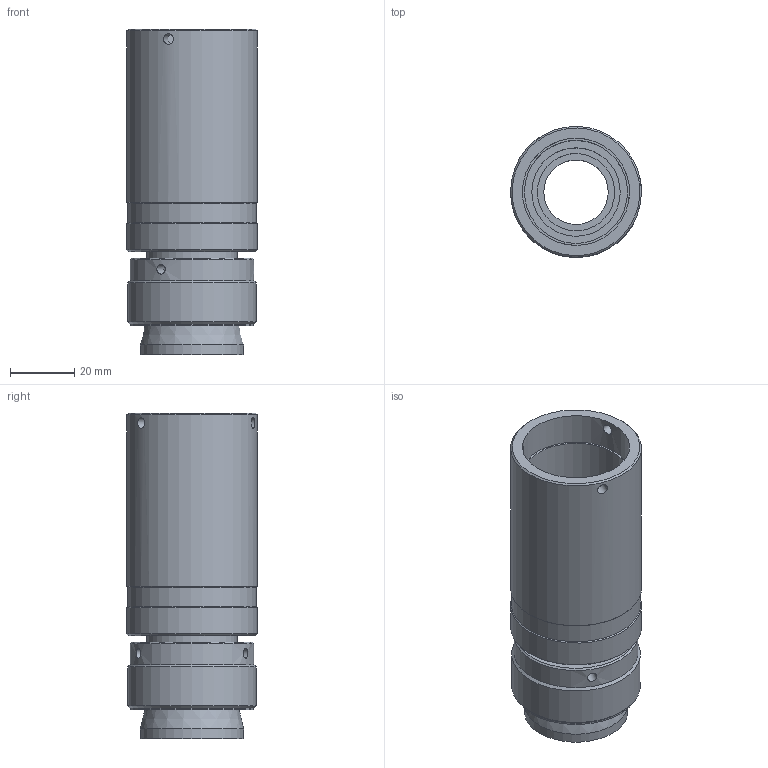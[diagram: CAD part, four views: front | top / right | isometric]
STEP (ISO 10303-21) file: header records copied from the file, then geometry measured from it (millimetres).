
FILE_DESCRIPTION (( 'STEP AP203' ), '1' );
FILE_NAME ('693014.STEP', '2024-07-15T02:02:42', ( 'Windows User' ), ( 'P R C' ), 'SwSTEP 2.0', 'SolidWorks 2020', '' );
FILE_SCHEMA (( 'CONFIG_CONTROL_DESIGN' ));
Length unit declared in the file: millimetre
Products named in the file (1): 693014
Bounding box: 40.63 x 40.63 x 101 mm (x, y, z)
Volume: 59509.8 mm3; surface area: 29437.5 mm2
Topology: 2 solids, 2 shells, 47 faces, 100 edges, 66 vertices
Faces by surface type: cylinder 24, plane 14, cone 9
Full cylindrical faces by diameter (mm): 3 x3, 3.3 x3, 20 x1, 23 x2, 24 x1, 27.46 x1, 28 x1, 28.2 x1, 30 x2, 32 x2, 33.3 x1, 38.5 x2, 40 x2, 40.64 x2
Entity records: 1699 total; most frequent: CARTESIAN_POINT 778, DIRECTION 178, ORIENTED_EDGE 106, EDGE_LOOP 106, AXIS2_PLACEMENT_3D 89, FACE_OUTER_BOUND 71, VERTEX_POINT 53, EDGE_CURVE 53
